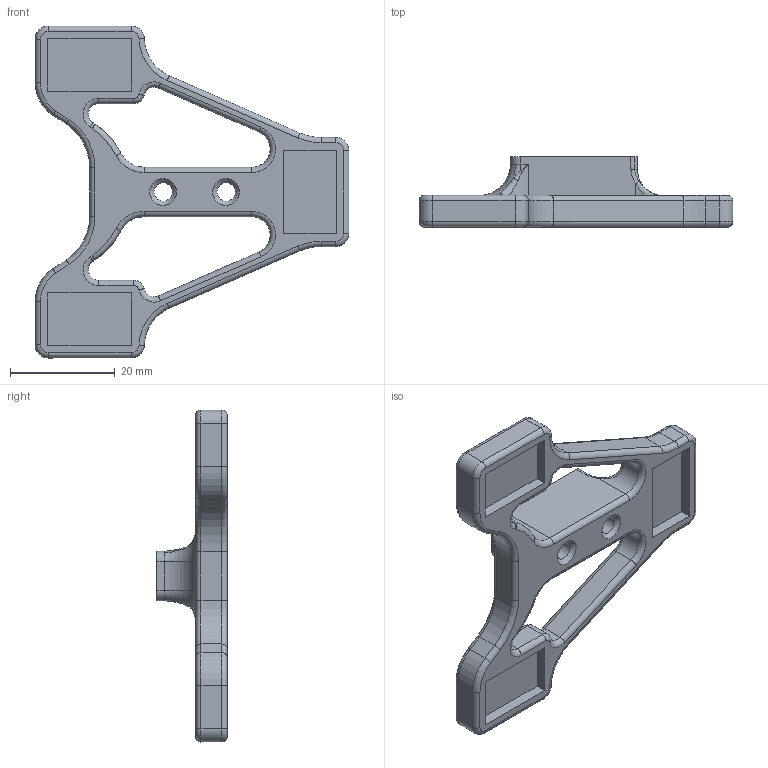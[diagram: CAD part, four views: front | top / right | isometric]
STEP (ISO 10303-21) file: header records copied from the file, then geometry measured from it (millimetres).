
FILE_DESCRIPTION(/* description */ (''),/* implementation_level */ '2;1');
FILE_NAME(/* name */ 'Gimbal Adapter.step',/* time_stamp */ '2021-05-26T02:20:51+02:00',/* author */ (''),/* organization */ (''),/* preprocessor_version */ 'ST-DEVELOPER v18.1',/* originating_system */ 'Autodesk Translation Framework v10.9.0.1377',/* authorisation */ '');
FILE_SCHEMA (('AUTOMOTIVE_DESIGN { 1 0 10303 214 3 1 1 }'));
Length unit declared in the file: millimetre
Products named in the file (1): Gimbal Adapter
Bounding box: 59.8 x 13.4 x 63.3 mm (x, y, z)
Volume: 9014 mm3; surface area: 6620.6 mm2
Topology: 1 solids, 1 shells, 209 faces, 490 edges, 288 vertices
Faces by surface type: cylinder 81, plane 60, torus 50, bspline 16, cone 2
Full cylindrical faces by diameter (mm): 3.5 x2, 4.5 x3
Entity records: 6360 total; most frequent: CARTESIAN_POINT 1468, DIRECTION 1088, ORIENTED_EDGE 976, EDGE_CURVE 488, AXIS2_PLACEMENT_3D 430, VERTEX_POINT 288, LINE 228, VECTOR 228
